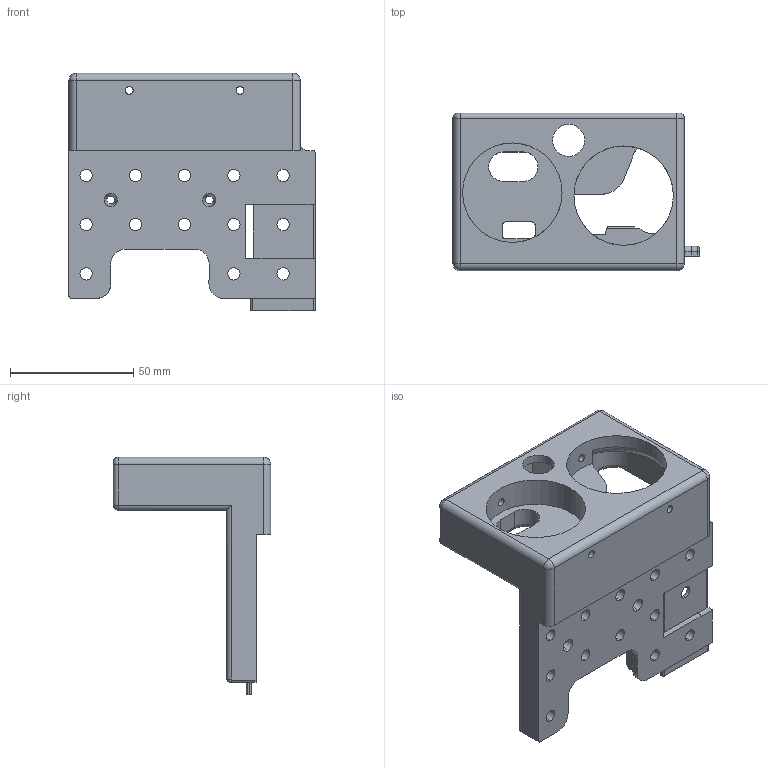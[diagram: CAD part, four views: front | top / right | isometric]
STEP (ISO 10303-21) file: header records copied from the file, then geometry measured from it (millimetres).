
FILE_DESCRIPTION (( 'STEP AP214' ), '1' );
FILE_NAME ('Sensorbox_small_arduino_64.STEP', '2024-11-26T13:29:51', ( '' ), ( '' ), 'SwSTEP 2.0', 'SolidWorks 2021', '' );
FILE_SCHEMA (( 'AUTOMOTIVE_DESIGN' ));
Length unit declared in the file: millimetre
Products named in the file (1): Sensorbox_small_arduino_64
Bounding box: 100 x 64 x 96.5 mm (x, y, z)
Volume: 115222.3 mm3; surface area: 39619.9 mm2
Topology: 1 solids, 1 shells, 256 faces, 735 edges, 468 vertices
Faces by surface type: plane 124, cylinder 103, torus 16, cone 6, sphere 4, bspline 3
Entity records: 8927 total; most frequent: CARTESIAN_POINT 2009, ORIENTED_EDGE 1460, DIRECTION 1428, EDGE_CURVE 730, AXIS2_PLACEMENT_3D 481, VERTEX_POINT 468, LINE 466, VECTOR 466
